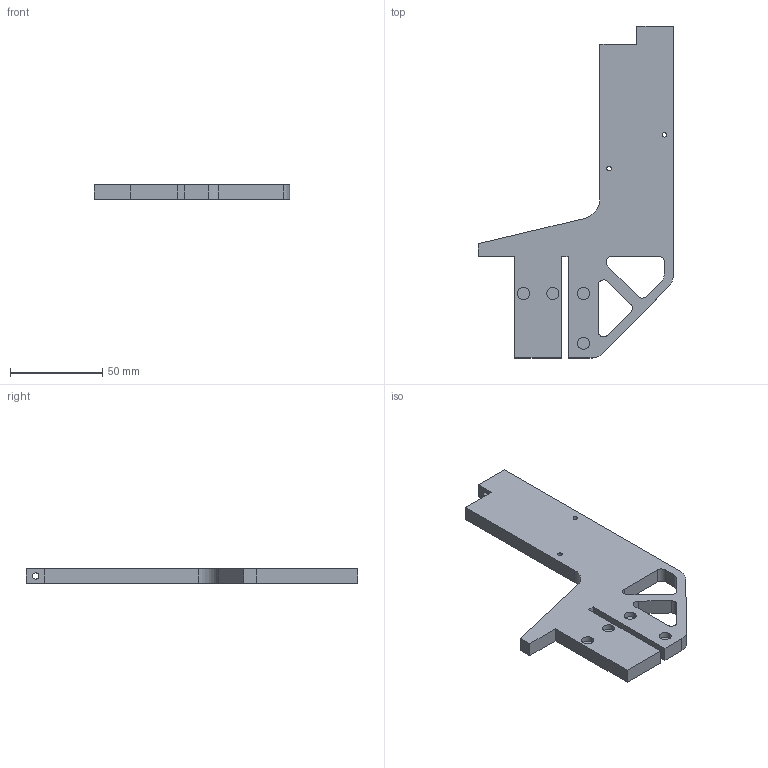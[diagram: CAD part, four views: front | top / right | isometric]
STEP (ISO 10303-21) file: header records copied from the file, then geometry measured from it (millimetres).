
FILE_DESCRIPTION (( 'STEP AP203' ), '1' );
FILE_NAME ('vertical truss-right front lower-1 (Default).STEP', '2021-11-19T20:49:43', ( '' ), ( '' ), 'SwSTEP 2.0', 'SolidWorks 2020', '' );
FILE_SCHEMA (( 'CONFIG_CONTROL_DESIGN' ));
Length unit declared in the file: millimetre
Products named in the file (1): vertical truss-right front lower-1 (Default)
Bounding box: 105.92 x 180 x 8 mm (x, y, z)
Volume: 55300.4 mm3; surface area: 25803.1 mm2
Topology: 1 solids, 1 shells, 88 faces, 247 edges, 163 vertices
Faces by surface type: cylinder 45, plane 40, cone 3
Entity records: 2974 total; most frequent: DIRECTION 519, CARTESIAN_POINT 509, ORIENTED_EDGE 488, EDGE_CURVE 244, AXIS2_PLACEMENT_3D 187, VERTEX_POINT 163, VECTOR 145, LINE 145
